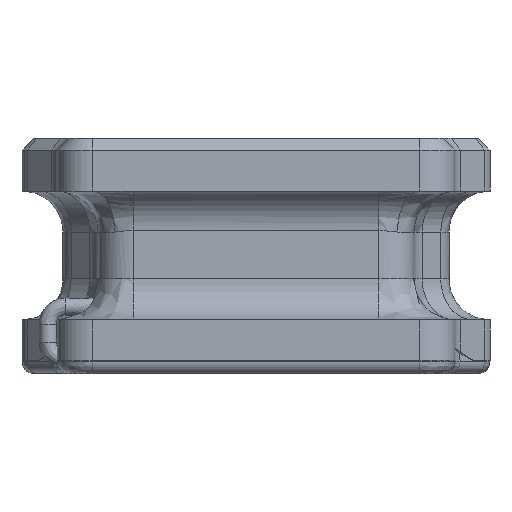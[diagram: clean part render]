
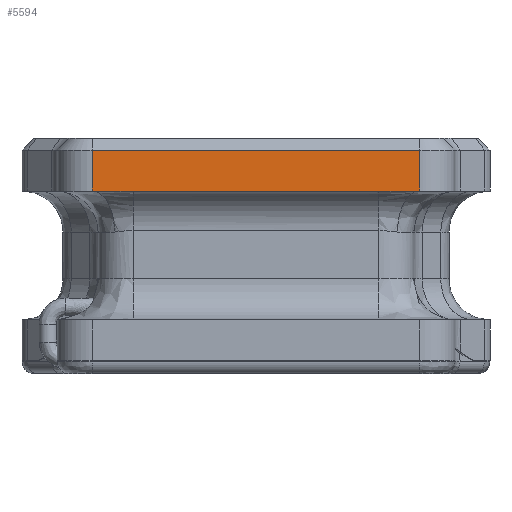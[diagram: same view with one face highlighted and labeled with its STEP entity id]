
A CAD part, left-side view. The second image highlights one B-rep face of the part: STEP entity #5594.
In plain terms, the highlighted free-form (B-spline) face has degree [1, 1] with [2, 2] control points.
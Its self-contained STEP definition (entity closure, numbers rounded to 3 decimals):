
#3881 = EDGE_CURVE('',#3882,#3884,#3886,.T.);
#3882 = VERTEX_POINT('',#3883);
#3883 = CARTESIAN_POINT('',(-1.567,-1.243,
    1.385));
#3884 = VERTEX_POINT('',#3885);
#3885 = CARTESIAN_POINT('',(-1.567,-1.239,
    1.385));
#3886 = B_SPLINE_CURVE_WITH_KNOTS('',1,(#3887,#3888),.UNSPECIFIED.,.F.,
  .F.,(2,2),(0.266,0.269),.PIECEWISE_BEZIER_KNOTS.);
#3887 = CARTESIAN_POINT('',(-1.567,-1.243,
    1.385));
#3888 = CARTESIAN_POINT('',(-1.567,-1.239,
    1.385));
#5158 = VERTEX_POINT('',#5159);
#5159 = CARTESIAN_POINT('',(-1.567,1.239,
    1.385));
#5165 = EDGE_CURVE('',#5158,#5166,#5168,.T.);
#5166 = VERTEX_POINT('',#5167);
#5167 = CARTESIAN_POINT('',(-1.567,1.243,
    1.385));
#5168 = B_SPLINE_CURVE_WITH_KNOTS('',1,(#5169,#5170),.UNSPECIFIED.,.F.,
  .F.,(2,2),(2.748,2.752),.PIECEWISE_BEZIER_KNOTS.);
#5169 = CARTESIAN_POINT('',(-1.567,1.239,
    1.385));
#5170 = CARTESIAN_POINT('',(-1.567,1.243,
    1.385));
#5594 = ADVANCED_FACE('',(#5595),#5637,.F.);
#5595 = FACE_BOUND('',#5596,.T.);
#5596 = EDGE_LOOP('',(#5597,#5604,#5611,#5616,#5617,#5624,#5631,#5636));
#5597 = ORIENTED_EDGE('',*,*,#5598,.T.);
#5598 = EDGE_CURVE('',#3882,#5599,#5601,.T.);
#5599 = VERTEX_POINT('',#5600);
#5600 = CARTESIAN_POINT('',(-1.567,-1.243,
    1.695));
#5601 = B_SPLINE_CURVE_WITH_KNOTS('',1,(#5602,#5603),.UNSPECIFIED.,.F.,
  .F.,(2,2),(-0.399,-0.089),
  .PIECEWISE_BEZIER_KNOTS.);
#5602 = CARTESIAN_POINT('',(-1.567,-1.243,
    1.385));
#5603 = CARTESIAN_POINT('',(-1.567,-1.243,
    1.695));
#5604 = ORIENTED_EDGE('',*,*,#5605,.T.);
#5605 = EDGE_CURVE('',#5599,#5606,#5608,.T.);
#5606 = VERTEX_POINT('',#5607);
#5607 = CARTESIAN_POINT('',(-1.567,1.243,
    1.695));
#5608 = B_SPLINE_CURVE_WITH_KNOTS('',1,(#5609,#5610),.UNSPECIFIED.,.F.,
  .F.,(2,2),(-2.485,0.),.PIECEWISE_BEZIER_KNOTS.);
#5609 = CARTESIAN_POINT('',(-1.567,-1.243,
    1.695));
#5610 = CARTESIAN_POINT('',(-1.567,1.243,
    1.695));
#5611 = ORIENTED_EDGE('',*,*,#5612,.T.);
#5612 = EDGE_CURVE('',#5606,#5166,#5613,.T.);
#5613 = B_SPLINE_CURVE_WITH_KNOTS('',1,(#5614,#5615),.UNSPECIFIED.,.F.,
  .F.,(2,2),(0.089,0.399),
  .PIECEWISE_BEZIER_KNOTS.);
#5614 = CARTESIAN_POINT('',(-1.567,1.243,
    1.695));
#5615 = CARTESIAN_POINT('',(-1.567,1.243,
    1.385));
#5616 = ORIENTED_EDGE('',*,*,#5165,.F.);
#5617 = ORIENTED_EDGE('',*,*,#5618,.F.);
#5618 = EDGE_CURVE('',#5619,#5158,#5621,.T.);
#5619 = VERTEX_POINT('',#5620);
#5620 = CARTESIAN_POINT('',(-1.567,0.932,
    1.385));
#5621 = B_SPLINE_CURVE_WITH_KNOTS('',1,(#5622,#5623),.UNSPECIFIED.,.F.,
  .F.,(2,2),(2.441,2.748),.PIECEWISE_BEZIER_KNOTS.);
#5622 = CARTESIAN_POINT('',(-1.567,0.932,
    1.385));
#5623 = CARTESIAN_POINT('',(-1.567,1.239,
    1.385));
#5624 = ORIENTED_EDGE('',*,*,#5625,.F.);
#5625 = EDGE_CURVE('',#5626,#5619,#5628,.T.);
#5626 = VERTEX_POINT('',#5627);
#5627 = CARTESIAN_POINT('',(-1.567,-0.932,
    1.385));
#5628 = B_SPLINE_CURVE_WITH_KNOTS('',1,(#5629,#5630),.UNSPECIFIED.,.F.,
  .F.,(2,2),(0.577,2.441),.PIECEWISE_BEZIER_KNOTS.);
#5629 = CARTESIAN_POINT('',(-1.567,-0.932,
    1.385));
#5630 = CARTESIAN_POINT('',(-1.567,0.932,
    1.385));
#5631 = ORIENTED_EDGE('',*,*,#5632,.F.);
#5632 = EDGE_CURVE('',#3884,#5626,#5633,.T.);
#5633 = B_SPLINE_CURVE_WITH_KNOTS('',1,(#5634,#5635),.UNSPECIFIED.,.F.,
  .F.,(2,2),(0.269,0.577),.PIECEWISE_BEZIER_KNOTS.);
#5634 = CARTESIAN_POINT('',(-1.567,-1.239,
    1.385));
#5635 = CARTESIAN_POINT('',(-1.567,-0.932,
    1.385));
#5636 = ORIENTED_EDGE('',*,*,#3881,.F.);
#5637 = B_SPLINE_SURFACE_WITH_KNOTS('',1,1,(
    (#5638,#5639)
    ,(#5640,#5641
    )),.UNSPECIFIED.,.F.,.F.,.F.,(2,2),(2,2),(-3.018,
    -0.533),(-0.399,-0.089),
  .PIECEWISE_BEZIER_KNOTS.);
#5638 = CARTESIAN_POINT('',(-1.567,-1.243,
    1.385));
#5639 = CARTESIAN_POINT('',(-1.567,-1.243,
    1.695));
#5640 = CARTESIAN_POINT('',(-1.567,1.243,
    1.385));
#5641 = CARTESIAN_POINT('',(-1.567,1.243,
    1.695));
